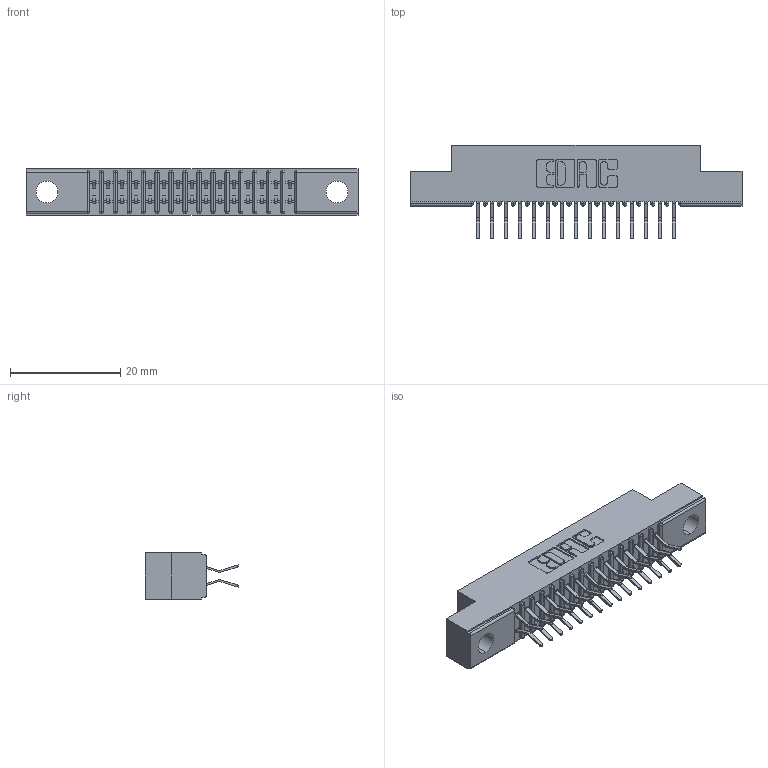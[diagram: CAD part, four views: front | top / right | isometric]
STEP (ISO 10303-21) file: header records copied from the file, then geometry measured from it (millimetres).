
FILE_DESCRIPTION (( 'STEP AP203' ), '1' );
FILE_NAME ('391-030-556-204.STEP', '2018-08-08T21:42:59', ( '' ), ( '' ), 'SwSTEP 2.0', 'SolidWorks 2016', '' );
FILE_SCHEMA (( 'CONFIG_CONTROL_DESIGN' ));
Length unit declared in the file: inch
Products named in the file (3): 341 Part_.156 (3.96) Dia Mounting Holes; 341-292-001_341-292-156; 391-030-556-204
Assembly tree (31 placements, depth 2):
  391-030-556-204
    341 Part_.156 (3.96) Dia Mounting Holes
    341-292-001_341-292-156  x30
Bounding box: 60.33 x 17.07 x 8.38 mm (x, y, z)
Volume: 3357.1 mm3; surface area: 6548.8 mm2
Topology: 31 solids, 31 shells, 2230 faces, 6457 edges, 4190 vertices
Faces by surface type: plane 1282, cylinder 888, sphere 32, torus 28
Entity records: 22308 total; most frequent: CARTESIAN_POINT 3715, ORIENTED_EDGE 3686, DIRECTION 3621, EDGE_CURVE 1843, VECTOR 1461, LINE 1461, VERTEX_POINT 1174, AXIS2_PLACEMENT_3D 1080
